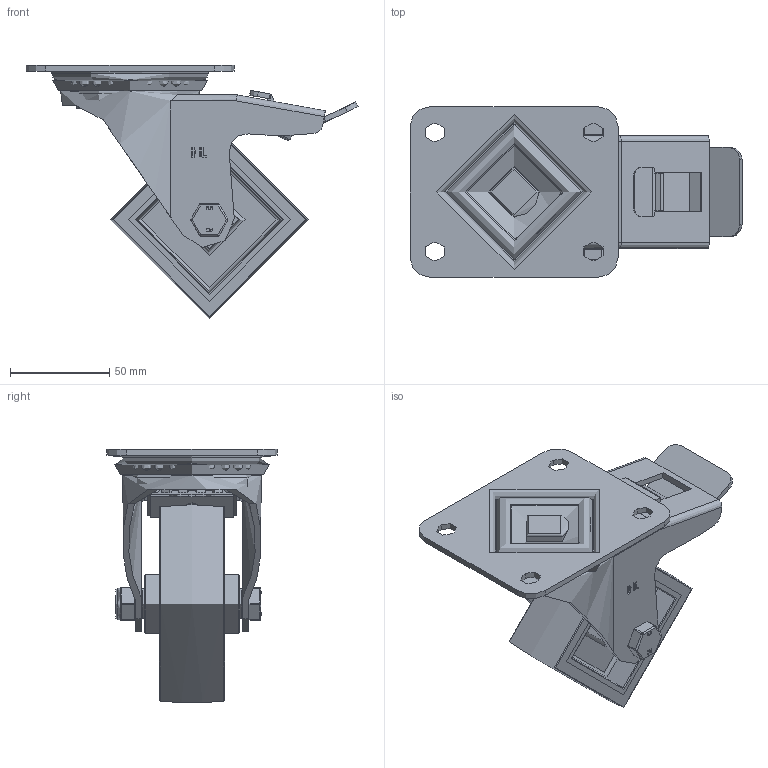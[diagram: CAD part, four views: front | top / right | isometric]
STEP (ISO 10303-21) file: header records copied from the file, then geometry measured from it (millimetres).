
FILE_DESCRIPTION(/* description */ (''),/* implementation_level */ '2;1');
FILE_NAME(/* name */ 'BZEH100NPSWB.step',/* time_stamp */ '2024-06-24T10:53:42+01:00',/* author */ (''),/* organization */ (''),/* preprocessor_version */ 'ST-DEVELOPER v20',/* originating_system */ 'Autodesk Translation Framework v13.14.0.145',/* authorisation */ '');
FILE_SCHEMA (('AUTOMOTIVE_DESIGN { 1 0 10303 214 3 1 1 }'));
Length unit declared in the file: millimetre
Products named in the file (23): BZEH100NPSWB; BZH100WNP61 v1; POLYURETHANE TYRE; NYLON RIM; TUBEM15X50 v1; ZINC PLATED AXLE TUBE; NYLOCM10Z v1; NYLOC NUT; RUBBER; NUT; HEXBOLTM10X65Z8.8FULL v2; GRADE 8.8 FULLY THREADED ZINC PLATED BOLT; BZEH100ASSWB v1; ZINC PLATED, PRESSED STEEL TOP PLATE (1); ZINC PLATED, PRESSED STEEL TOP PLATE Geometry (1); Pattern (1); Component2 (1); ZINC PLATED, PRESSED STEEL FORKS (1); BEARING SEAL (1); ZINC PLATED, PRESSED STEEL BRAKE PEDAL (1); BRAKE PAD (1); BRAKE PAD Geometry (1); brake bolt
Assembly tree (41 placements, depth 5):
  BZEH100NPSWB
    BZH100WNP61 v1
      POLYURETHANE TYRE
      NYLON RIM
    TUBEM15X50 v1
      ZINC PLATED AXLE TUBE
    NYLOCM10Z v1
      NYLOC NUT
        RUBBER
        NUT
    HEXBOLTM10X65Z8.8FULL v2
      GRADE 8.8 FULLY THREADED ZINC PLATED BOLT
    BZEH100ASSWB v1
      ZINC PLATED, PRESSED STEEL TOP PLATE (1)
        ZINC PLATED, PRESSED STEEL TOP PLATE Geometry (1)
        Pattern (1)
          Component2 (1)  x20
      ZINC PLATED, PRESSED STEEL FORKS (1)
      BEARING SEAL (1)
      ZINC PLATED, PRESSED STEEL BRAKE PEDAL (1)
      BRAKE PAD (1)
        BRAKE PAD Geometry (1)
        brake bolt
Bounding box: 167.5 x 86 x 127.89 mm (x, y, z)
Volume: 279825.4 mm3; surface area: 140694.2 mm2
Topology: 32 solids, 32 shells, 658 faces, 1680 edges, 1074 vertices
Faces by surface type: plane 311, cylinder 201, bspline 55, torus 41, sphere 38, cone 12
Full cylindrical faces by diameter (mm): 8 x2, 8.141 x18, 9.85 x30, 10 x3, 10.2 x2, 10.5 x1, 12 x2, 15 x1, 15.4 x1, 16 x2, 21 x1, 25 x2, 30 x3, 54 x1, 64 x1, 70 x1, 82 x2
Entity records: 28232 total; most frequent: CARTESIAN_POINT 12465, ORIENTED_EDGE 3242, DIRECTION 3018, EDGE_CURVE 1621, AXIS2_PLACEMENT_3D 1089, VERTEX_POINT 1036, LINE 840, VECTOR 840
